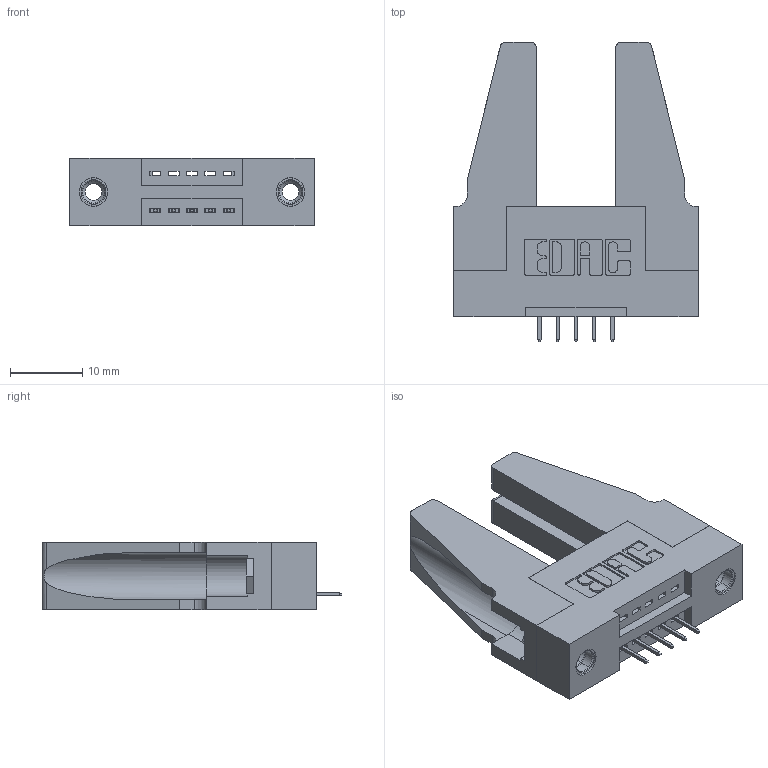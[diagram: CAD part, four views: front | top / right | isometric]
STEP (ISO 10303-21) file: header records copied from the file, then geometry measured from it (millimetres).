
FILE_DESCRIPTION (( 'STEP AP203' ), '1' );
FILE_NAME ('395-005-525-188.STEP', '2020-09-22T19:38:47', ( '' ), ( '' ), 'SwSTEP 2.0', 'SolidWorks 2020', '' );
FILE_SCHEMA (( 'CONFIG_CONTROL_DESIGN' ));
Length unit declared in the file: inch
Products named in the file (5): 345-220-078_345-220-088; 345-292-001_345-293-125; 395-005-525-188; 345 Part_Flush Mounting Lugs - 0.156 Dia-TH; 345-250-001_345-250-001-102
Assembly tree (10 placements, depth 2):
  395-005-525-188
    345 Part_Flush Mounting Lugs - 0.156 Dia-TH
    345-292-001_345-293-125  x5
    345-250-001_345-250-001-102  x2
    345-220-078_345-220-088  x2
Bounding box: 33.93 x 41.58 x 9.4 mm (x, y, z)
Volume: 6152.1 mm3; surface area: 6411.7 mm2
Topology: 10 solids, 10 shells, 560 faces, 1555 edges, 1006 vertices
Faces by surface type: plane 382, cylinder 162, cone 12, torus 4
Entity records: 10966 total; most frequent: CARTESIAN_POINT 1889, ORIENTED_EDGE 1788, DIRECTION 1712, EDGE_CURVE 894, LINE 704, VECTOR 704, VERTEX_POINT 586, AXIS2_PLACEMENT_3D 504
